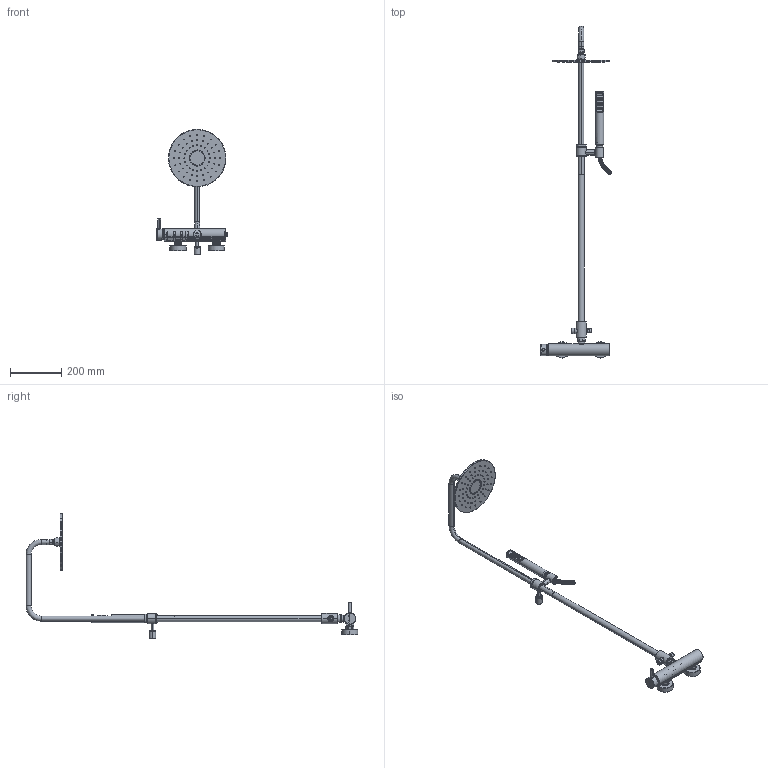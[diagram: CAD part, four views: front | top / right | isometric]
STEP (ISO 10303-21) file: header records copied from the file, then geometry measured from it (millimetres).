
FILE_DESCRIPTION((''),'2;1');
FILE_NAME('ZCOL603CR','2021-11-11T09:33:06',('ut3'),('PAFFONI SpA'),'CREO PARAMETRIC BY PTC INC, 2020044','CREO PARAMETRIC BY PTC INC, 2020044','');
FILE_SCHEMA(('CONFIG_CONTROL_DESIGN','SHAPE_APPEARANCE_LAYERS_GROUPS'));
Products named in the file (1): ZCOL603CR
Bounding box: 281.59 x 1300.7 x 491.1 mm (x, y, z)
Volume: 880882.7 mm3; surface area: 553627.8 mm2
Topology: 9 solids, 10 shells, 1965 faces, 4370 edges, 2697 vertices
Faces by surface type: cylinder 743, plane 547, cone 386, torus 127, bspline 120, sphere 42
Entity records: 121783 total; most frequent: CARTESIAN_POINT 64005, DIRECTION 9563, ORIENTED_EDGE 8698, EDGE_CURVE 4349, AXIS2_PLACEMENT_3D 3980, VERTEX_POINT 2696, EDGE_LOOP 2401, CIRCLE 2135
